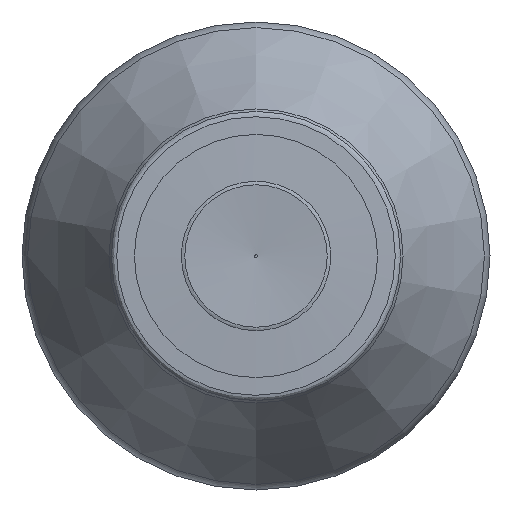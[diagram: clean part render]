
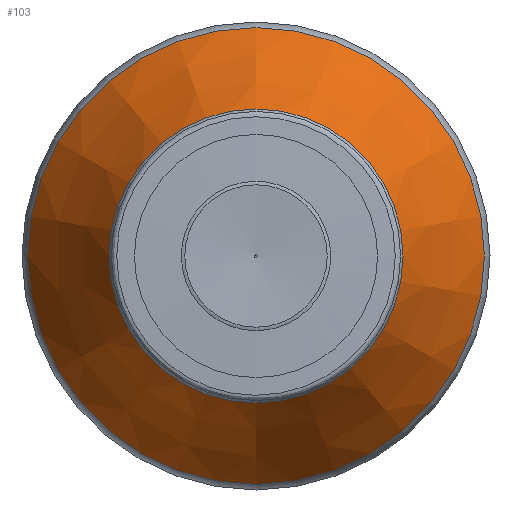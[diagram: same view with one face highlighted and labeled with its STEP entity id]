
A CAD part, left-side view. The second image highlights one B-rep face of the part: STEP entity #103.
In plain terms, the highlighted conical face has half-angle 30.256 degrees and reference radius 16.591 mm.
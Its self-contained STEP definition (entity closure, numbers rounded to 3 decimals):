
#81=CONICAL_SURFACE('',#419,16.591,30.256);
#103=ADVANCED_FACE('',(#155,#156),#81,.T.);
#155=FACE_BOUND('',#210,.T.);
#156=FACE_BOUND('',#211,.T.);
#210=EDGE_LOOP('',(#268));
#211=EDGE_LOOP('',(#269));
#268=ORIENTED_EDGE('',*,*,#341,.T.);
#269=ORIENTED_EDGE('',*,*,#340,.F.);
#311=VERTEX_POINT('',#611);
#312=VERTEX_POINT('',#614);
#340=EDGE_CURVE('',#311,#311,#369,.T.);
#341=EDGE_CURVE('',#312,#312,#370,.T.);
#369=CIRCLE('',#416,16.591);
#370=CIRCLE('',#418,10.681);
#416=AXIS2_PLACEMENT_3D('',#610,#501,#502);
#418=AXIS2_PLACEMENT_3D('',#613,#505,#506);
#419=AXIS2_PLACEMENT_3D('',#615,#507,#508);
#501=DIRECTION('',(1.,0.,0.));
#502=DIRECTION('',(0.,0.,1.));
#505=DIRECTION('',(1.,0.,0.));
#506=DIRECTION('',(0.,0.,1.));
#507=DIRECTION('',(1.,0.,0.));
#508=DIRECTION('',(0.,0.,-1.));
#610=CARTESIAN_POINT('',(100.299,0.,0.));
#611=CARTESIAN_POINT('',(100.299,0.,16.591));
#613=CARTESIAN_POINT('',(90.168,0.,0.));
#614=CARTESIAN_POINT('',(90.168,0.,10.681));
#615=CARTESIAN_POINT('',(100.299,0.,0.));
